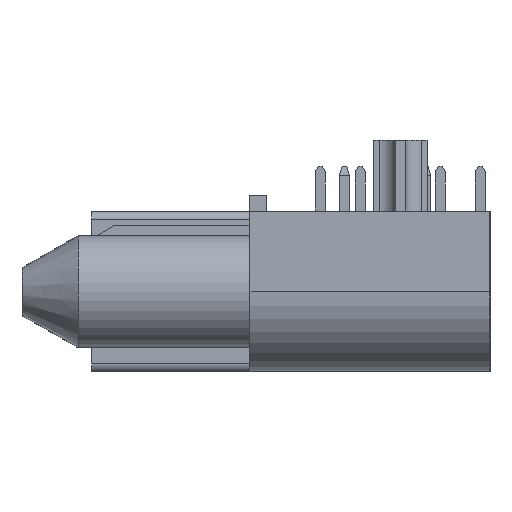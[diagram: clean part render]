
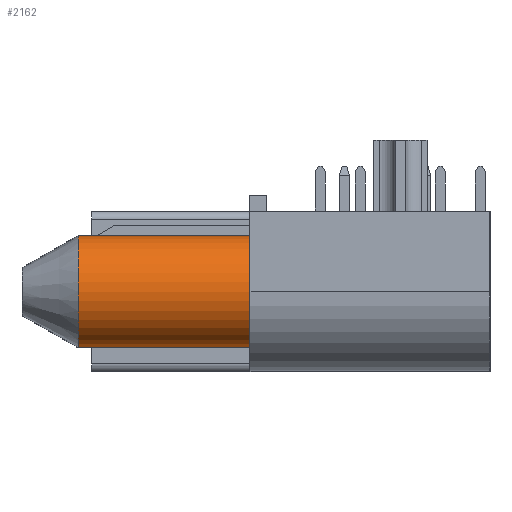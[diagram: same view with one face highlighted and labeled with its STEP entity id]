
A CAD part, left-side view. The second image highlights one B-rep face of the part: STEP entity #2162.
In plain terms, the highlighted cylindrical face has radius 3.5 mm (diameter 7 mm), a partial arc.
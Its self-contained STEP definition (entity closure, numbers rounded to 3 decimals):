
#2162 = ADVANCED_FACE( '', ( #4806 ), #4807, .T. );
#4806 = FACE_OUTER_BOUND( '', #7976, .T. );
#4807 = CYLINDRICAL_SURFACE( '', #7977, 3.5 );
#7976 = EDGE_LOOP( '', ( #14325, #14326, #14327, #14328, #14329, #14330 ) );
#7977 = AXIS2_PLACEMENT_3D( '', #14331, #14332, #14333 );
#14325 = ORIENTED_EDGE( '', *, *, #22138, .F. );
#14326 = ORIENTED_EDGE( '', *, *, #22139, .F. );
#14327 = ORIENTED_EDGE( '', *, *, #20403, .F. );
#14328 = ORIENTED_EDGE( '', *, *, #22140, .T. );
#14329 = ORIENTED_EDGE( '', *, *, #19946, .T. );
#14330 = ORIENTED_EDGE( '', *, *, #22141, .T. );
#14331 = CARTESIAN_POINT( '', ( -1.63, 29.25, 0. ) );
#14332 = DIRECTION( '', ( 0., -1., 0. ) );
#14333 = DIRECTION( '', ( 0., 0., 1. ) );
#19946 = EDGE_CURVE( '', #24153, #24154, #24155, .T. );
#20403 = EDGE_CURVE( '', #24945, #24946, #24947, .T. );
#22138 = EDGE_CURVE( '', #27628, #27629, #27630, .T. );
#22139 = EDGE_CURVE( '', #24946, #27628, #27631, .T. );
#22140 = EDGE_CURVE( '', #24945, #24153, #27632, .T. );
#22141 = EDGE_CURVE( '', #24154, #27629, #27633, .T. );
#24153 = VERTEX_POINT( '', #30192 );
#24154 = VERTEX_POINT( '', #30193 );
#24155 = LINE( '', #30194, #30195 );
#24945 = VERTEX_POINT( '', #31342 );
#24946 = VERTEX_POINT( '', #31343 );
#24947 = LINE( '', #31344, #31345 );
#27628 = VERTEX_POINT( '', #35287 );
#27629 = VERTEX_POINT( '', #35288 );
#27630 = CIRCLE( '', #35289, 3.5 );
#27631 = LINE( '', #35290, #35291 );
#27632 = CIRCLE( '', #35292, 3.5 );
#27633 = LINE( '', #35293, #35294 );
#30192 = CARTESIAN_POINT( '', ( -1.63, 15., 3.5 ) );
#30193 = CARTESIAN_POINT( '', ( -1.63, 24.45, 3.5 ) );
#30194 = CARTESIAN_POINT( '', ( -1.63, 15., 3.5 ) );
#30195 = VECTOR( '', #37987, 1000. );
#31342 = CARTESIAN_POINT( '', ( -1.63, 15., -3.5 ) );
#31343 = CARTESIAN_POINT( '', ( -1.63, 24.45, -3.5 ) );
#31344 = CARTESIAN_POINT( '', ( -1.63, 15., -3.5 ) );
#31345 = VECTOR( '', #38435, 1000. );
#35287 = CARTESIAN_POINT( '', ( -1.63, 25.75, -3.5 ) );
#35288 = CARTESIAN_POINT( '', ( -1.63, 25.75, 3.5 ) );
#35289 = AXIS2_PLACEMENT_3D( '', #40006, #40007, #40008 );
#35290 = CARTESIAN_POINT( '', ( -1.63, 15., -3.5 ) );
#35291 = VECTOR( '', #40009, 1000. );
#35292 = AXIS2_PLACEMENT_3D( '', #40010, #40011, #40012 );
#35293 = CARTESIAN_POINT( '', ( -1.63, 15., 3.5 ) );
#35294 = VECTOR( '', #40013, 1000. );
#37987 = DIRECTION( '', ( 0., 1., 0. ) );
#38435 = DIRECTION( '', ( 0., 1., 0. ) );
#40006 = CARTESIAN_POINT( '', ( -1.63, 25.75, 0. ) );
#40007 = DIRECTION( '', ( 0., 1., 0. ) );
#40008 = DIRECTION( '', ( 0., 0., 1. ) );
#40009 = DIRECTION( '', ( 0., 1., 0. ) );
#40010 = CARTESIAN_POINT( '', ( -1.63, 15., 0. ) );
#40011 = DIRECTION( '', ( 0., 1., 0. ) );
#40012 = DIRECTION( '', ( 0., 0., 1. ) );
#40013 = DIRECTION( '', ( 0., 1., 0. ) );
